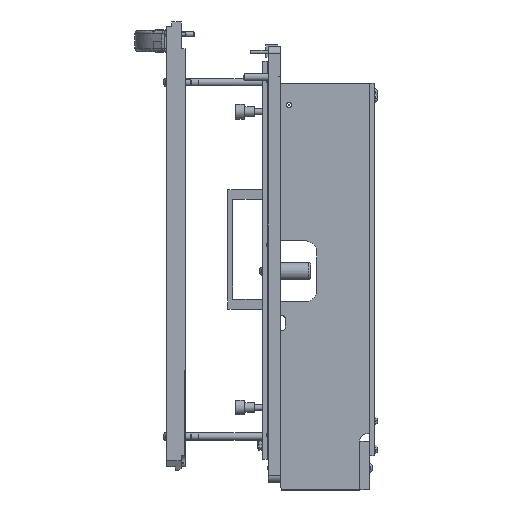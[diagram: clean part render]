
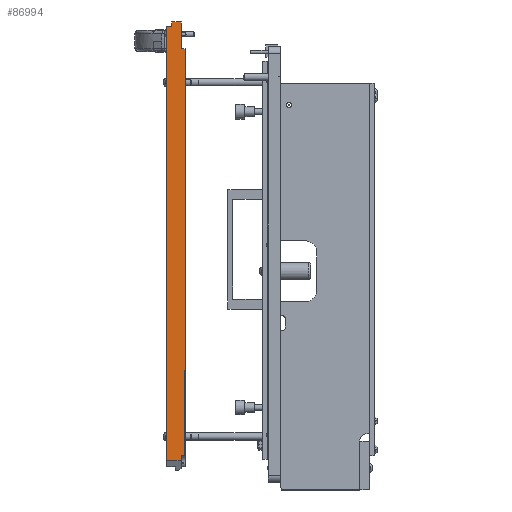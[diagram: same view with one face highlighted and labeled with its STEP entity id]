
A CAD part, left-side view. The second image highlights one B-rep face of the part: STEP entity #86994.
In plain terms, the highlighted face is planar.
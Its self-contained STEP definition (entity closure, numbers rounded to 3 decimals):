
#550 = VECTOR ( 'NONE', #85581, 1000. ) ;
#1260 = DIRECTION ( 'NONE',  ( 0., -1., 0. ) ) ;
#2527 = ORIENTED_EDGE ( 'NONE', *, *, #72298, .T. ) ;
#3794 = CARTESIAN_POINT ( 'NONE',  ( 253., -4.3, 171.55 ) ) ;
#5214 = CARTESIAN_POINT ( 'NONE',  ( 253., -7.5, 183.55 ) ) ;
#5406 = CARTESIAN_POINT ( 'NONE',  ( 253., 7.5, 183.55 ) ) ;
#5783 = EDGE_CURVE ( 'NONE', #66466, #48626, #41976, .T. ) ;
#6815 = DIRECTION ( 'NONE',  ( 0., 1., 0. ) ) ;
#7160 = CARTESIAN_POINT ( 'NONE',  ( 253., -7.5, -183.55 ) ) ;
#10122 = CARTESIAN_POINT ( 'NONE',  ( 253., -7.4, 101.55 ) ) ;
#10548 = LINE ( 'NONE', #88382, #99878 ) ;
#10956 = CARTESIAN_POINT ( 'NONE',  ( 253., -4.3, 171.55 ) ) ;
#11031 = FACE_OUTER_BOUND ( 'NONE', #88576, .T. ) ;
#11941 = VERTEX_POINT ( 'NONE', #19972 ) ;
#12106 = DIRECTION ( 'NONE',  ( 0., 0., 1. ) ) ;
#12783 = CARTESIAN_POINT ( 'NONE',  ( 253., -4.3, 183.55 ) ) ;
#12922 = DIRECTION ( 'NONE',  ( 0., -1., 0. ) ) ;
#13371 = ORIENTED_EDGE ( 'NONE', *, *, #13392, .F. ) ;
#13392 = EDGE_CURVE ( 'NONE', #45978, #76101, #43047, .T. ) ;
#13878 = EDGE_CURVE ( 'NONE', #76101, #18662, #102479, .T. ) ;
#14037 = DIRECTION ( 'NONE',  ( -1., 0., 0. ) ) ;
#14832 = ORIENTED_EDGE ( 'NONE', *, *, #13878, .F. ) ;
#15396 = DIRECTION ( 'NONE',  ( 0., 0., 1. ) ) ;
#16143 = ORIENTED_EDGE ( 'NONE', *, *, #5783, .F. ) ;
#18662 = VERTEX_POINT ( 'NONE', #78203 ) ;
#19569 = CARTESIAN_POINT ( 'NONE',  ( 253., -7.4, 171.55 ) ) ;
#19641 = ORIENTED_EDGE ( 'NONE', *, *, #55314, .F. ) ;
#19972 = CARTESIAN_POINT ( 'NONE',  ( 253., -7.5, 101.55 ) ) ;
#19987 = VECTOR ( 'NONE', #12106, 1000. ) ;
#20710 = ORIENTED_EDGE ( 'NONE', *, *, #76888, .T. ) ;
#21383 = ORIENTED_EDGE ( 'NONE', *, *, #48148, .F. ) ;
#22048 = CARTESIAN_POINT ( 'NONE',  ( 253., 7.5, 175.55 ) ) ;
#25166 = DIRECTION ( 'NONE',  ( 0., 0., 1. ) ) ;
#26064 = CARTESIAN_POINT ( 'NONE',  ( 253., -4.3, 175.55 ) ) ;
#26179 = DIRECTION ( 'NONE',  ( 0., -1., 0. ) ) ;
#31685 = VERTEX_POINT ( 'NONE', #22048 ) ;
#34109 = VERTEX_POINT ( 'NONE', #55532 ) ;
#34336 = EDGE_CURVE ( 'NONE', #66466, #11941, #79133, .T. ) ;
#35754 = DIRECTION ( 'NONE',  ( 0., 0., -1. ) ) ;
#39368 = EDGE_CURVE ( 'NONE', #11941, #18662, #89883, .T. ) ;
#40565 = ORIENTED_EDGE ( 'NONE', *, *, #34336, .T. ) ;
#40896 = DIRECTION ( 'NONE',  ( 0., -1., 0. ) ) ;
#41976 = LINE ( 'NONE', #86612, #43284 ) ;
#43047 = LINE ( 'NONE', #69902, #62991 ) ;
#43284 = VECTOR ( 'NONE', #25166, 1000. ) ;
#44892 = ORIENTED_EDGE ( 'NONE', *, *, #61873, .F. ) ;
#45579 = PLANE ( 'NONE',  #47086 ) ;
#45978 = VERTEX_POINT ( 'NONE', #56730 ) ;
#47076 = VERTEX_POINT ( 'NONE', #100244 ) ;
#47086 = AXIS2_PLACEMENT_3D ( 'NONE', #5406, #14037, #52558 ) ;
#48148 = EDGE_CURVE ( 'NONE', #68048, #85322, #68428, .T. ) ;
#48626 = VERTEX_POINT ( 'NONE', #19569 ) ;
#49788 = LINE ( 'NONE', #59384, #93184 ) ;
#51007 = LINE ( 'NONE', #7160, #53525 ) ;
#51102 = CARTESIAN_POINT ( 'NONE',  ( 253., -7.5, -161.55 ) ) ;
#51646 = EDGE_CURVE ( 'NONE', #45978, #34109, #51007, .T. ) ;
#52558 = DIRECTION ( 'NONE',  ( 0., 0., 1. ) ) ;
#53192 = VERTEX_POINT ( 'NONE', #59278 ) ;
#53525 = VECTOR ( 'NONE', #6815, 1000. ) ;
#55000 = LINE ( 'NONE', #88968, #64953 ) ;
#55314 = EDGE_CURVE ( 'NONE', #47076, #34109, #49788, .T. ) ;
#55532 = CARTESIAN_POINT ( 'NONE',  ( 253., 3.2, -183.55 ) ) ;
#55959 = ORIENTED_EDGE ( 'NONE', *, *, #39368, .T. ) ;
#56730 = CARTESIAN_POINT ( 'NONE',  ( 253., -4.3, -183.55 ) ) ;
#56757 = DIRECTION ( 'NONE',  ( 0., 0., 1. ) ) ;
#58055 = VECTOR ( 'NONE', #60580, 1000. ) ;
#59278 = CARTESIAN_POINT ( 'NONE',  ( 253., 7.5, -179.55 ) ) ;
#59384 = CARTESIAN_POINT ( 'NONE',  ( 253., 3.2, -183.55 ) ) ;
#60580 = DIRECTION ( 'NONE',  ( 0., -1., 0. ) ) ;
#61798 = CARTESIAN_POINT ( 'NONE',  ( 253., -4.3, -161.55 ) ) ;
#61873 = EDGE_CURVE ( 'NONE', #53192, #47076, #10548, .T. ) ;
#62991 = VECTOR ( 'NONE', #15396, 1000. ) ;
#64953 = VECTOR ( 'NONE', #56757, 1000. ) ;
#65070 = CARTESIAN_POINT ( 'NONE',  ( 253., 7.5, 175.55 ) ) ;
#66466 = VERTEX_POINT ( 'NONE', #10122 ) ;
#68048 = VERTEX_POINT ( 'NONE', #3794 ) ;
#68145 = LINE ( 'NONE', #65070, #69332 ) ;
#68195 = CARTESIAN_POINT ( 'NONE',  ( 253., -7.4, 101.55 ) ) ;
#68428 = LINE ( 'NONE', #12783, #19987 ) ;
#69332 = VECTOR ( 'NONE', #1260, 1000. ) ;
#69902 = CARTESIAN_POINT ( 'NONE',  ( 253., -4.3, -183.55 ) ) ;
#72298 = EDGE_CURVE ( 'NONE', #53192, #31685, #55000, .T. ) ;
#72953 = ORIENTED_EDGE ( 'NONE', *, *, #97839, .T. ) ;
#76101 = VERTEX_POINT ( 'NONE', #61798 ) ;
#76888 = EDGE_CURVE ( 'NONE', #31685, #85322, #68145, .T. ) ;
#78203 = CARTESIAN_POINT ( 'NONE',  ( 253., -7.5, -161.55 ) ) ;
#78866 = VECTOR ( 'NONE', #12922, 1000. ) ;
#79133 = LINE ( 'NONE', #68195, #58055 ) ;
#81345 = LINE ( 'NONE', #10956, #86293 ) ;
#83571 = ORIENTED_EDGE ( 'NONE', *, *, #51646, .T. ) ;
#85322 = VERTEX_POINT ( 'NONE', #26064 ) ;
#85581 = DIRECTION ( 'NONE',  ( 0., 0., -1. ) ) ;
#86293 = VECTOR ( 'NONE', #26179, 1000. ) ;
#86612 = CARTESIAN_POINT ( 'NONE',  ( 253., -7.4, 101.55 ) ) ;
#86994 = ADVANCED_FACE ( 'NONE', ( #11031 ), #45579, .F. ) ;
#88382 = CARTESIAN_POINT ( 'NONE',  ( 253., 7.5, -179.55 ) ) ;
#88576 = EDGE_LOOP ( 'NONE', ( #16143, #40565, #55959, #14832, #13371, #83571, #19641, #44892, #2527, #20710, #21383, #72953 ) ) ;
#88968 = CARTESIAN_POINT ( 'NONE',  ( 253., 7.5, 183.55 ) ) ;
#89883 = LINE ( 'NONE', #5214, #550 ) ;
#93184 = VECTOR ( 'NONE', #35754, 1000. ) ;
#97839 = EDGE_CURVE ( 'NONE', #68048, #48626, #81345, .T. ) ;
#99878 = VECTOR ( 'NONE', #40896, 1000. ) ;
#100244 = CARTESIAN_POINT ( 'NONE',  ( 253., 3.2, -179.55 ) ) ;
#102479 = LINE ( 'NONE', #51102, #78866 ) ;
